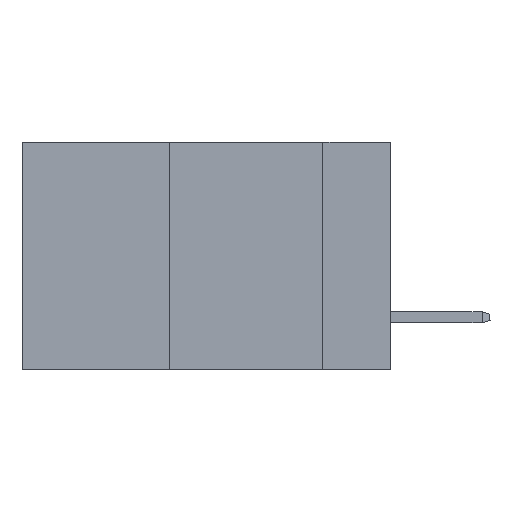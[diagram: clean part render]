
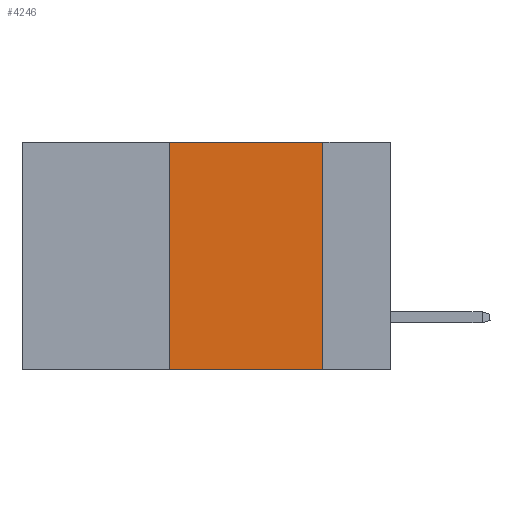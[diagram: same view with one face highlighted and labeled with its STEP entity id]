
A CAD part, left-side view. The second image highlights one B-rep face of the part: STEP entity #4246.
In plain terms, the highlighted planar face has unit normal (-1, 0, 0).
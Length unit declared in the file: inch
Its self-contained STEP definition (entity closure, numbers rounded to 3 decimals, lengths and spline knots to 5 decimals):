
#111 = CARTESIAN_POINT ( 'NONE',  ( 0., 0.6, 0. ) ) ;
#160 = LINE ( 'NONE', #15728, #14858 ) ;
#627 = ORIENTED_EDGE ( 'NONE', *, *, #18126, .F. ) ;
#889 = EDGE_CURVE ( 'NONE', #10659, #13054, #160, .T. ) ;
#1094 = ORIENTED_EDGE ( 'NONE', *, *, #889, .T. ) ;
#2210 = VERTEX_POINT ( 'NONE', #12232 ) ;
#2488 = DIRECTION ( 'NONE',  ( 1., 0., 0. ) ) ;
#2551 = CARTESIAN_POINT ( 'NONE',  ( 0., 0.11, 0. ) ) ;
#2612 = EDGE_LOOP ( 'NONE', ( #16732, #10811, #627, #1094 ) ) ;
#2647 = PLANE ( 'NONE',  #18018 ) ;
#2718 = DIRECTION ( 'NONE',  ( 0., 0., -1. ) ) ;
#4246 = ADVANCED_FACE ( 'NONE', ( #7117 ), #2647, .F. ) ;
#5496 = VECTOR ( 'NONE', #7254, 39.37008 ) ;
#5782 = CARTESIAN_POINT ( 'NONE',  ( 0., 0.36, 0. ) ) ;
#6750 = VECTOR ( 'NONE', #13964, 39.37008 ) ;
#7117 = FACE_OUTER_BOUND ( 'NONE', #2612, .T. ) ;
#7254 = DIRECTION ( 'NONE',  ( 0., 0., 1. ) ) ;
#7843 = VERTEX_POINT ( 'NONE', #11493 ) ;
#7886 = EDGE_CURVE ( 'NONE', #2210, #7843, #14659, .T. ) ;
#10267 = DIRECTION ( 'NONE',  ( 0., -1., 0. ) ) ;
#10560 = LINE ( 'NONE', #2551, #6750 ) ;
#10659 = VERTEX_POINT ( 'NONE', #11032 ) ;
#10811 = ORIENTED_EDGE ( 'NONE', *, *, #7886, .F. ) ;
#10826 = CARTESIAN_POINT ( 'NONE',  ( 0., 0.6, 0. ) ) ;
#11032 = CARTESIAN_POINT ( 'NONE',  ( 0., 0.36, -0.37 ) ) ;
#11047 = VECTOR ( 'NONE', #10267, 39.37008 ) ;
#11493 = CARTESIAN_POINT ( 'NONE',  ( 0., 0.11, 0. ) ) ;
#12232 = CARTESIAN_POINT ( 'NONE',  ( 0., 0.36, 0. ) ) ;
#13054 = VERTEX_POINT ( 'NONE', #13858 ) ;
#13099 = EDGE_CURVE ( 'NONE', #7843, #13054, #10560, .T. ) ;
#13858 = CARTESIAN_POINT ( 'NONE',  ( 0., 0.11, -0.37 ) ) ;
#13964 = DIRECTION ( 'NONE',  ( 0., 0., -1. ) ) ;
#14659 = LINE ( 'NONE', #111, #11047 ) ;
#14858 = VECTOR ( 'NONE', #14955, 39.37008 ) ;
#14955 = DIRECTION ( 'NONE',  ( 0., -1., 0. ) ) ;
#15728 = CARTESIAN_POINT ( 'NONE',  ( 0., 0.6, -0.37 ) ) ;
#16606 = LINE ( 'NONE', #5782, #5496 ) ;
#16732 = ORIENTED_EDGE ( 'NONE', *, *, #13099, .F. ) ;
#18018 = AXIS2_PLACEMENT_3D ( 'NONE', #10826, #2488, #2718 ) ;
#18126 = EDGE_CURVE ( 'NONE', #10659, #2210, #16606, .T. ) ;
